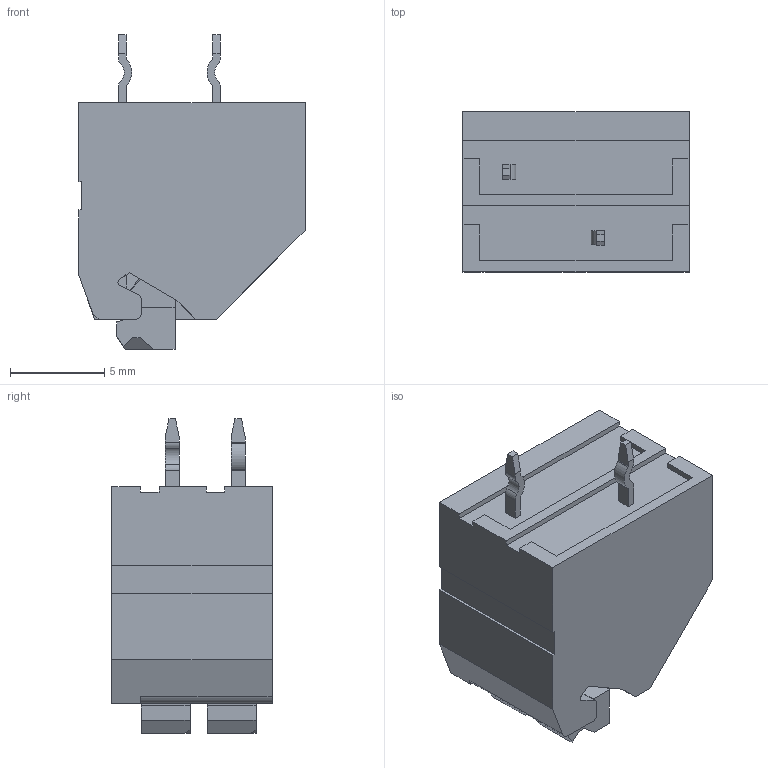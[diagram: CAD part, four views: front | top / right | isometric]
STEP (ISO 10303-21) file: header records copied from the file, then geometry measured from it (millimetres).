
FILE_DESCRIPTION((''),'2;1');
FILE_NAME('02P_ASM','2020-05-20T',('Administrator'),(''),'PRO/ENGINEER BY PARAMETRIC TECHNOLOGY CORPORATION, 2010020','PRO/ENGINEER BY PARAMETRIC TECHNOLOGY CORPORATION, 2010020','');
FILE_SCHEMA(('AUTOMOTIVE_DESIGN_CC2 { 1 2 10303 214 -1 1 5 2 }'));
Length unit declared in the file: millimetre
Products named in the file (1): 02P_ASM
Bounding box: 12 x 8.5 x 16.7 mm (x, y, z)
Volume: 991.1 mm3; surface area: 852.7 mm2
Topology: 1 solids, 1 shells, 148 faces, 425 edges, 283 vertices
Faces by surface type: plane 119, cylinder 27, extrusion 2
Entity records: 4957 total; most frequent: CARTESIAN_POINT 1021, ORIENTED_EDGE 850, DIRECTION 751, EDGE_CURVE 425, VECTOR 355, LINE 353, VERTEX_POINT 283, AXIS2_PLACEMENT_3D 198
